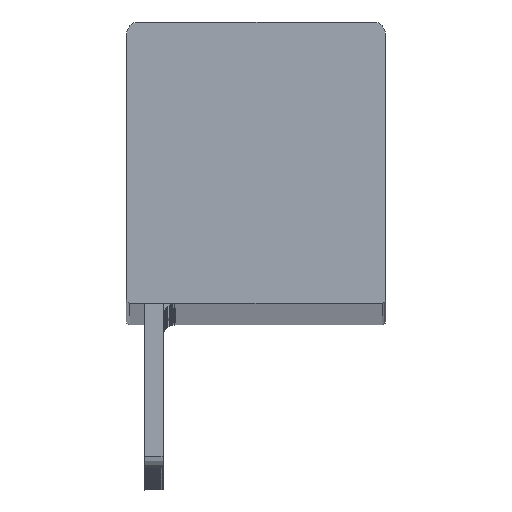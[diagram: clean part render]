
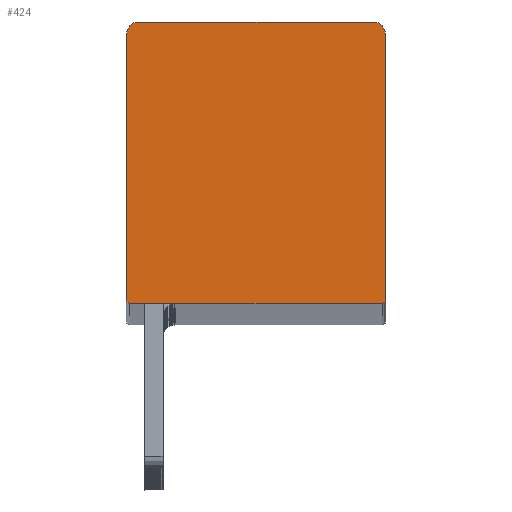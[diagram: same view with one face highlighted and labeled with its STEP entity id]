
A CAD part, top view. The second image highlights one B-rep face of the part: STEP entity #424.
In plain terms, the highlighted planar face has unit normal (0, 0, 1).
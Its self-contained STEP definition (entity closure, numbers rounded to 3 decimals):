
#154=CARTESIAN_POINT('',(6910.021,6266.407,90.0));
#155=VERTEX_POINT('',#154);
#164=CARTESIAN_POINT('',(6910.021,6049.407,90.0));
#165=VERTEX_POINT('',#164);
#166=CARTESIAN_POINT('',(6910.021,6266.407,90.0));
#167=DIRECTION('',(0.,-1.0,0.0));
#168=VECTOR('',#167,217.);
#169=LINE('',#166,#168);
#170=EDGE_CURVE('',#155,#165,#169,.T.);
#205=CARTESIAN_POINT('',(6701.021,6046.407,90.0));
#206=VERTEX_POINT('',#205);
#213=CARTESIAN_POINT('',(6698.021,6049.407,90.0));
#214=VERTEX_POINT('',#213);
#215=CARTESIAN_POINT('',(6701.021,6049.407,90.0));
#216=DIRECTION('',(0.0,0.0,-1.0));
#217=DIRECTION('',(-1.0,0.,0.0));
#218=AXIS2_PLACEMENT_3D('',#215,#216,#217);
#219=CIRCLE('',#218,3.0);
#220=EDGE_CURVE('',#206,#214,#219,.T.);
#246=CARTESIAN_POINT('',(6907.021,6046.407,90.0));
#247=VERTEX_POINT('',#246);
#248=CARTESIAN_POINT('',(6907.021,6049.407,90.0));
#249=DIRECTION('',(0.0,0.0,-1.0));
#250=DIRECTION('',(0.,-1.0,0.0));
#251=AXIS2_PLACEMENT_3D('',#248,#249,#250);
#252=CIRCLE('',#251,3.0);
#253=EDGE_CURVE('',#165,#247,#252,.T.);
#271=CARTESIAN_POINT('',(6698.021,6266.407,90.0));
#272=VERTEX_POINT('',#271);
#286=CARTESIAN_POINT('',(6698.021,6049.407,90.0));
#287=DIRECTION('',(0.,1.0,0.0));
#288=VECTOR('',#287,217.);
#289=LINE('',#286,#288);
#290=EDGE_CURVE('',#214,#272,#289,.T.);
#310=CARTESIAN_POINT('',(6708.021,6276.407,90.0));
#311=VERTEX_POINT('',#310);
#312=CARTESIAN_POINT('',(6708.021,6266.407,90.0));
#313=DIRECTION('',(0.0,0.0,-1.0));
#314=DIRECTION('',(0.0,1.0,0.0));
#315=AXIS2_PLACEMENT_3D('',#312,#313,#314);
#316=CIRCLE('',#315,10.0);
#317=EDGE_CURVE('',#272,#311,#316,.T.);
#335=CARTESIAN_POINT('',(6900.021,6276.407,90.0));
#336=VERTEX_POINT('',#335);
#350=CARTESIAN_POINT('',(6708.021,6276.407,90.0));
#351=DIRECTION('',(1.0,0.,0.0));
#352=VECTOR('',#351,192.);
#353=LINE('',#350,#352);
#354=EDGE_CURVE('',#311,#336,#353,.T.);
#372=CARTESIAN_POINT('',(6900.021,6266.407,90.0));
#373=DIRECTION('',(0.0,0.0,-1.0));
#374=DIRECTION('',(1.0,0.,0.0));
#375=AXIS2_PLACEMENT_3D('',#372,#373,#374);
#376=CIRCLE('',#375,10.0);
#377=EDGE_CURVE('',#336,#155,#376,.T.);
#404=CARTESIAN_POINT('',(6804.021,6177.893,90.0));
#405=DIRECTION('',(0.0,0.0,1.0));
#406=DIRECTION('',(1.0,0.0,0.0));
#407=AXIS2_PLACEMENT_3D('',#404,#405,#406);
#408=PLANE('',#407);
#409=CARTESIAN_POINT('',(6907.021,6046.407,90.0));
#410=DIRECTION('',(-1.0,0.,0.0));
#411=VECTOR('',#410,206.);
#412=LINE('',#409,#411);
#413=EDGE_CURVE('',#247,#206,#412,.T.);
#414=ORIENTED_EDGE('',*,*,#413,.F.);
#415=ORIENTED_EDGE('',*,*,#253,.F.);
#416=ORIENTED_EDGE('',*,*,#170,.F.);
#417=ORIENTED_EDGE('',*,*,#377,.F.);
#418=ORIENTED_EDGE('',*,*,#354,.F.);
#419=ORIENTED_EDGE('',*,*,#317,.F.);
#420=ORIENTED_EDGE('',*,*,#290,.F.);
#421=ORIENTED_EDGE('',*,*,#220,.F.);
#422=EDGE_LOOP('',(#414,#415,#416,#417,#418,#419,#420,#421));
#423=FACE_OUTER_BOUND('',#422,.T.);
#424=ADVANCED_FACE('',(#423),#408,.T.);
